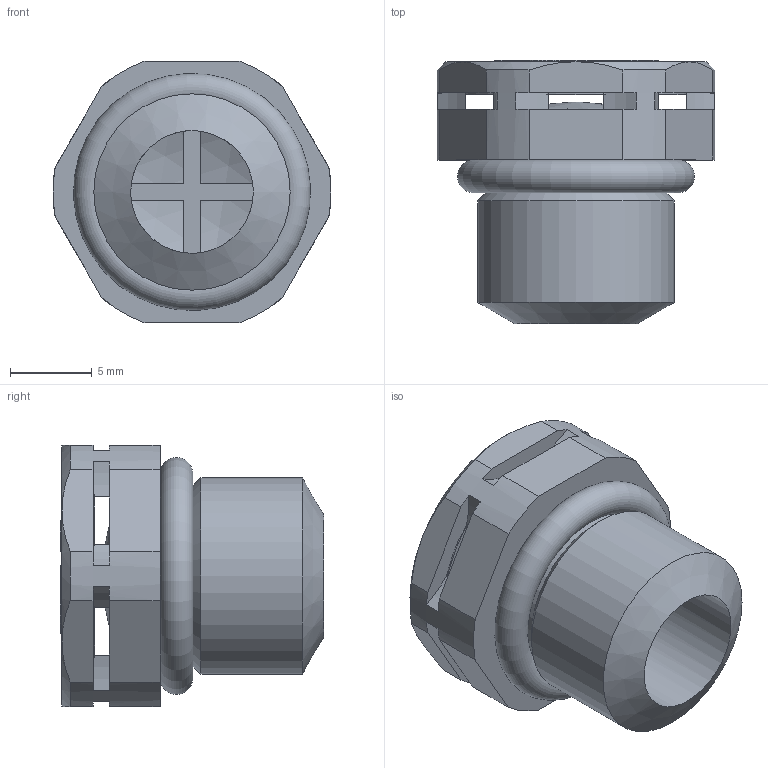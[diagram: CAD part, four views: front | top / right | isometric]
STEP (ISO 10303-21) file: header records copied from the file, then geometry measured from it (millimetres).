
FILE_DESCRIPTION(/* description */ ('','CAx-IF Rec.Pracs.---Representation and Presentation of Product Manufacturing Information (PMI)---3.8---2014-02-18'),/* implementation_level */ '2;1');
FILE_NAME(/* name */ '52042000_DAE M12.stp',/* time_stamp */ '2019-04-11T10:44:28+02:00',/* author */ ('watermann'),/* organization */ ('Fa. Bopla'),/* preprocessor_version */ 'ST-DEVELOPER v16.13',/* originating_system */ 'Autodesk Inventor 2018',/* authorisation */ '');
FILE_SCHEMA (('AP242_MANAGED_MODEL_BASED_3D_ENGINEERING_MIM_LF { 1 0 10303 442 1 1 4 }'));
Length unit declared in the file: millimetre
Products named in the file (5): 52042000_DAE M12; 2502227_Körper_3D-sym; 2502227_Deckel_3D-sym; 2502227_O-Ring_3D-sym; 2502227_Membrane_3D-sym
Assembly tree (4 placements, depth 2):
  52042000_DAE M12
    2502227_Körper_3D-sym
    2502227_Deckel_3D-sym
    2502227_O-Ring_3D-sym
    2502227_Membrane_3D-sym
Bounding box: 16.97 x 16.1 x 16 mm (x, y, z)
Volume: 1661.8 mm3; surface area: 2590.5 mm2
Topology: 4 solids, 4 shells, 266 faces, 632 edges, 419 vertices
Faces by surface type: plane 171, cylinder 50, cone 31, bspline 10, sphere 3, torus 1
Full cylindrical faces by diameter (mm): 0.3 x24, 7.5 x1, 10.5 x1, 11.5 x1, 12 x1, 14 x1, 14.1 x1, 15.15 x1, 15.2 x1
Entity records: 8577 total; most frequent: CARTESIAN_POINT 2243, DIRECTION 1297, ORIENTED_EDGE 1188, EDGE_CURVE 594, AXIS2_PLACEMENT_3D 478, VERTEX_POINT 417, EDGE_LOOP 369, LINE 341
